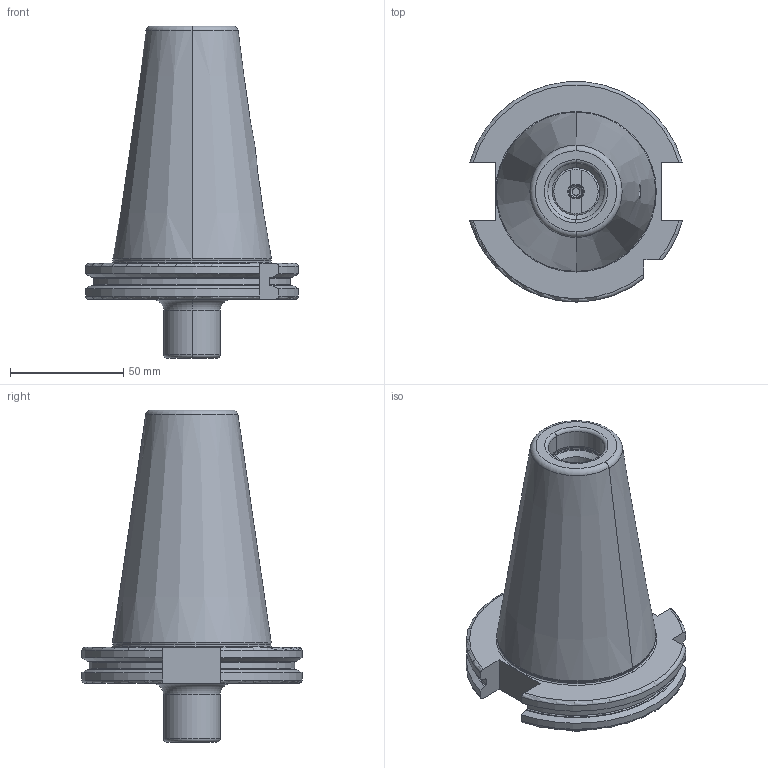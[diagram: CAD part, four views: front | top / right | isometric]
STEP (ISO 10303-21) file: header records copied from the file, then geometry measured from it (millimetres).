
FILE_DESCRIPTION((''),'2;1');
FILE_NAME('502_08_01','2020-09-25T',('104091'),(''),'CREO PARAMETRIC BY PTC INC, 2016260','CREO PARAMETRIC BY PTC INC, 2016260','');
FILE_SCHEMA(('CONFIG_CONTROL_DESIGN'));
Length unit declared in the file: millimetre
Products named in the file (1): 502_08_01
Bounding box: 94.05 x 97.31 x 146.75 mm (x, y, z)
Volume: 350898.5 mm3; surface area: 46068 mm2
Topology: 1 solids, 1 shells, 163 faces, 386 edges, 238 vertices
Faces by surface type: plane 50, cone 40, cylinder 39, torus 34
Entity records: 5070 total; most frequent: CARTESIAN_POINT 1258, DIRECTION 827, ORIENTED_EDGE 766, EDGE_CURVE 383, AXIS2_PLACEMENT_3D 343, VERTEX_POINT 236, EDGE_LOOP 177, CIRCLE 177
